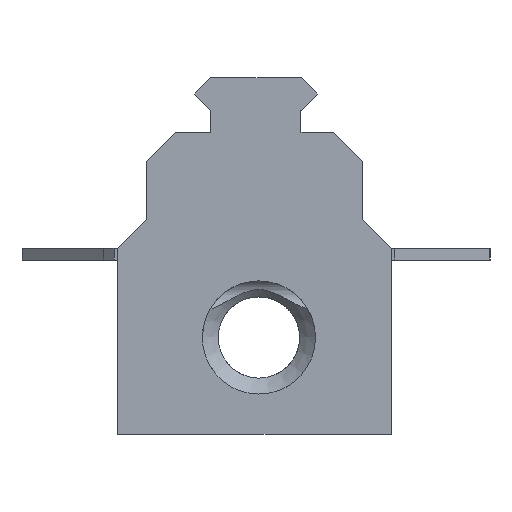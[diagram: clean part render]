
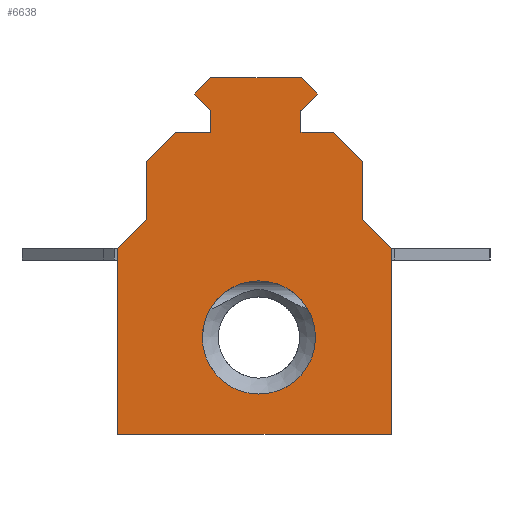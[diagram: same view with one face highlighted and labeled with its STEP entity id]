
A CAD part, left-side view. The second image highlights one B-rep face of the part: STEP entity #6638.
In plain terms, the highlighted planar face has unit normal (-1, 0, 0).
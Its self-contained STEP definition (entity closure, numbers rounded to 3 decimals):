
#76=FACE_BOUND('',#1009,.T.);
#175=CIRCLE('',#6903,9.75);
#603=FACE_OUTER_BOUND('',#1008,.T.);
#1008=EDGE_LOOP('',(#5921,#5922,#5923,#5924,#5925,#5926,#5927,#5928,#5929,
#5930,#5931,#5932,#5933,#5934,#5935,#5936,#5937,#5938,#5939,#5940));
#1009=EDGE_LOOP('',(#5941));
#1422=LINE('',#9628,#2222);
#1668=LINE('',#11244,#2468);
#1671=LINE('',#11249,#2471);
#1689=LINE('',#11287,#2489);
#1692=LINE('',#11292,#2492);
#1694=LINE('',#11297,#2494);
#1698=LINE('',#11304,#2498);
#1700=LINE('',#11308,#2500);
#1702=LINE('',#11312,#2502);
#1791=LINE('',#11477,#2591);
#1793=LINE('',#11480,#2593);
#1795=LINE('',#11486,#2595);
#1798=LINE('',#11492,#2598);
#1801=LINE('',#11497,#2601);
#1805=LINE('',#11504,#2605);
#1806=LINE('',#11506,#2606);
#1809=LINE('',#11511,#2609);
#1810=LINE('',#11513,#2610);
#1813=LINE('',#11518,#2613);
#1817=LINE('',#11525,#2617);
#2222=VECTOR('',#7791,10.);
#2468=VECTOR('',#8383,10.);
#2471=VECTOR('',#8388,10.);
#2489=VECTOR('',#8418,10.);
#2492=VECTOR('',#8423,10.);
#2494=VECTOR('',#8427,10.);
#2498=VECTOR('',#8431,10.);
#2500=VECTOR('',#8435,10.);
#2502=VECTOR('',#8439,10.);
#2591=VECTOR('',#8668,10.);
#2593=VECTOR('',#8672,10.);
#2595=VECTOR('',#8676,10.);
#2598=VECTOR('',#8681,10.);
#2601=VECTOR('',#8686,10.);
#2605=VECTOR('',#8692,10.);
#2606=VECTOR('',#8695,10.);
#2609=VECTOR('',#8702,10.);
#2610=VECTOR('',#8705,10.);
#2613=VECTOR('',#8710,10.);
#2617=VECTOR('',#8720,10.);
#2910=VERTEX_POINT('',#9625);
#2911=VERTEX_POINT('',#9627);
#3054=VERTEX_POINT('',#10480);
#3154=VERTEX_POINT('',#11241);
#3155=VERTEX_POINT('',#11243);
#3156=VERTEX_POINT('',#11247);
#3169=VERTEX_POINT('',#11284);
#3170=VERTEX_POINT('',#11286);
#3171=VERTEX_POINT('',#11290);
#3172=VERTEX_POINT('',#11294);
#3173=VERTEX_POINT('',#11296);
#3176=VERTEX_POINT('',#11302);
#3177=VERTEX_POINT('',#11306);
#3178=VERTEX_POINT('',#11310);
#3183=VERTEX_POINT('',#11474);
#3184=VERTEX_POINT('',#11476);
#3186=VERTEX_POINT('',#11483);
#3187=VERTEX_POINT('',#11485);
#3189=VERTEX_POINT('',#11491);
#3191=VERTEX_POINT('',#11500);
#3193=VERTEX_POINT('',#11517);
#3608=EDGE_CURVE('',#2911,#2910,#1422,.T.);
#3818=EDGE_CURVE('',#3054,#3054,#175,.T.);
#3972=EDGE_CURVE('',#3155,#3154,#1668,.T.);
#3975=EDGE_CURVE('',#3154,#3156,#1671,.T.);
#3993=EDGE_CURVE('',#3170,#3169,#1689,.T.);
#3996=EDGE_CURVE('',#3171,#3169,#1692,.T.);
#3998=EDGE_CURVE('',#3172,#3173,#1694,.T.);
#4002=EDGE_CURVE('',#3176,#3171,#1698,.T.);
#4004=EDGE_CURVE('',#3177,#3172,#1700,.T.);
#4006=EDGE_CURVE('',#3178,#3177,#1702,.T.);
#4095=EDGE_CURVE('',#3184,#3183,#1791,.T.);
#4097=EDGE_CURVE('',#3183,#2911,#1793,.T.);
#4099=EDGE_CURVE('',#3187,#3186,#1795,.T.);
#4102=EDGE_CURVE('',#3189,#3184,#1798,.T.);
#4105=EDGE_CURVE('',#2910,#3187,#1801,.T.);
#4109=EDGE_CURVE('',#3191,#3189,#1805,.T.);
#4110=EDGE_CURVE('',#3173,#3186,#1806,.T.);
#4113=EDGE_CURVE('',#3176,#3191,#1809,.T.);
#4114=EDGE_CURVE('',#3170,#3156,#1810,.T.);
#4117=EDGE_CURVE('',#3193,#3178,#1813,.T.);
#4121=EDGE_CURVE('',#3193,#3155,#1817,.T.);
#5921=ORIENTED_EDGE('',*,*,#4004,.F.);
#5922=ORIENTED_EDGE('',*,*,#4006,.F.);
#5923=ORIENTED_EDGE('',*,*,#4117,.F.);
#5924=ORIENTED_EDGE('',*,*,#4121,.T.);
#5925=ORIENTED_EDGE('',*,*,#3972,.T.);
#5926=ORIENTED_EDGE('',*,*,#3975,.T.);
#5927=ORIENTED_EDGE('',*,*,#4114,.F.);
#5928=ORIENTED_EDGE('',*,*,#3993,.T.);
#5929=ORIENTED_EDGE('',*,*,#3996,.F.);
#5930=ORIENTED_EDGE('',*,*,#4002,.F.);
#5931=ORIENTED_EDGE('',*,*,#4113,.T.);
#5932=ORIENTED_EDGE('',*,*,#4109,.T.);
#5933=ORIENTED_EDGE('',*,*,#4102,.T.);
#5934=ORIENTED_EDGE('',*,*,#4095,.T.);
#5935=ORIENTED_EDGE('',*,*,#4097,.T.);
#5936=ORIENTED_EDGE('',*,*,#3608,.T.);
#5937=ORIENTED_EDGE('',*,*,#4105,.T.);
#5938=ORIENTED_EDGE('',*,*,#4099,.T.);
#5939=ORIENTED_EDGE('',*,*,#4110,.F.);
#5940=ORIENTED_EDGE('',*,*,#3998,.F.);
#5941=ORIENTED_EDGE('',*,*,#3818,.T.);
#6283=PLANE('',#7078);
#6638=ADVANCED_FACE('',(#603,#76),#6283,.T.);
#6903=AXIS2_PLACEMENT_3D('',#10481,#8124,#8125);
#7078=AXIS2_PLACEMENT_3D('',#11524,#8718,#8719);
#7791=DIRECTION('',(0.,0.703,-0.711));
#8124=DIRECTION('center_axis',(1.,0.,0.));
#8125=DIRECTION('ref_axis',(0.,-1.,0.));
#8383=DIRECTION('',(0.,-1.,0.));
#8388=DIRECTION('',(0.,0.,1.));
#8418=DIRECTION('',(0.,0.,1.));
#8423=DIRECTION('',(0.,-0.707,-0.707));
#8427=DIRECTION('',(0.,-1.,0.));
#8431=DIRECTION('',(0.,-1.,0.));
#8435=DIRECTION('',(0.,-0.707,0.707));
#8439=DIRECTION('',(0.,0.,1.));
#8668=DIRECTION('',(0.,0.703,0.711));
#8672=DIRECTION('',(0.,1.,0.));
#8676=DIRECTION('',(0.,-1.,0.));
#8681=DIRECTION('',(0.,-0.703,0.711));
#8686=DIRECTION('',(0.,-0.703,-0.711));
#8692=DIRECTION('',(0.,-1.,0.));
#8695=DIRECTION('',(0.,0.,1.));
#8702=DIRECTION('',(0.,0.,1.));
#8705=DIRECTION('',(0.,-0.707,-0.707));
#8710=DIRECTION('',(0.,-0.707,0.707));
#8718=DIRECTION('center_axis',(-1.,0.,0.));
#8719=DIRECTION('ref_axis',(0.,-1.,0.));
#8720=DIRECTION('',(0.,0.,-1.));
#9625=CARTESIAN_POINT('',(-86.53,11.105,50.931));
#9627=CARTESIAN_POINT('',(-86.53,8.335,53.731));
#9628=CARTESIAN_POINT('',(-86.53,8.335,53.731));
#10480=CARTESIAN_POINT('',(-86.53,9.75,9.));
#10481=CARTESIAN_POINT('Origin',(-86.53,0.,
9.));
#11241=CARTESIAN_POINT('',(-86.53,-22.764,-7.669));
#11243=CARTESIAN_POINT('',(-86.53,24.282,-7.669));
#11244=CARTESIAN_POINT('',(-86.53,-11.002,-7.669));
#11247=CARTESIAN_POINT('',(-86.53,-22.764,24.331));
#11249=CARTESIAN_POINT('',(-86.53,-22.764,16.331));
#11284=CARTESIAN_POINT('',(-86.53,-17.764,39.331));
#11286=CARTESIAN_POINT('',(-86.53,-17.764,29.331));
#11287=CARTESIAN_POINT('',(-86.53,-17.764,24.331));
#11290=CARTESIAN_POINT('',(-86.53,-12.764,44.331));
#11292=CARTESIAN_POINT('',(-86.53,-19.633,37.462));
#11294=CARTESIAN_POINT('',(-86.53,14.282,44.331));
#11296=CARTESIAN_POINT('',(-86.53,8.25,44.331));
#11297=CARTESIAN_POINT('',(-86.53,-17.764,44.331));
#11302=CARTESIAN_POINT('',(-86.53,-7.25,44.331));
#11304=CARTESIAN_POINT('',(-86.53,-17.764,44.331));
#11306=CARTESIAN_POINT('',(-86.53,19.282,39.331));
#11308=CARTESIAN_POINT('',(-86.53,21.151,37.462));
#11310=CARTESIAN_POINT('',(-86.53,19.282,29.331));
#11312=CARTESIAN_POINT('',(-86.53,19.282,24.331));
#11474=CARTESIAN_POINT('',(-86.53,-7.335,53.731));
#11476=CARTESIAN_POINT('',(-86.53,-10.105,50.931));
#11477=CARTESIAN_POINT('',(-86.53,-10.105,50.931));
#11480=CARTESIAN_POINT('',(-86.53,-7.335,53.731));
#11483=CARTESIAN_POINT('',(-86.53,8.25,48.131));
#11485=CARTESIAN_POINT('',(-86.53,8.335,48.131));
#11486=CARTESIAN_POINT('',(-86.53,8.335,48.131));
#11491=CARTESIAN_POINT('',(-86.53,-7.335,48.131));
#11492=CARTESIAN_POINT('',(-86.53,-7.335,48.131));
#11497=CARTESIAN_POINT('',(-86.53,11.105,50.931));
#11500=CARTESIAN_POINT('',(-86.53,-7.25,48.131));
#11504=CARTESIAN_POINT('',(-86.53,8.335,48.131));
#11506=CARTESIAN_POINT('',(-86.53,8.25,44.331));
#11511=CARTESIAN_POINT('',(-86.53,-7.25,44.331));
#11513=CARTESIAN_POINT('',(-86.53,-19.633,27.462));
#11517=CARTESIAN_POINT('',(-86.53,24.282,24.331));
#11518=CARTESIAN_POINT('',(-86.53,21.151,27.462));
#11524=CARTESIAN_POINT('Origin',(-86.53,0.759,8.331));
#11525=CARTESIAN_POINT('',(-86.53,24.282,0.331));
